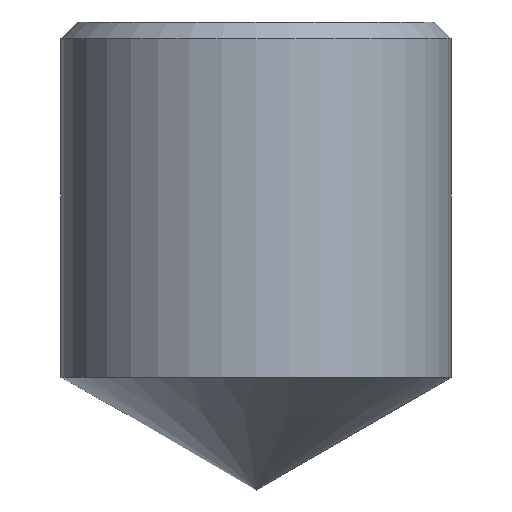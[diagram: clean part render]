
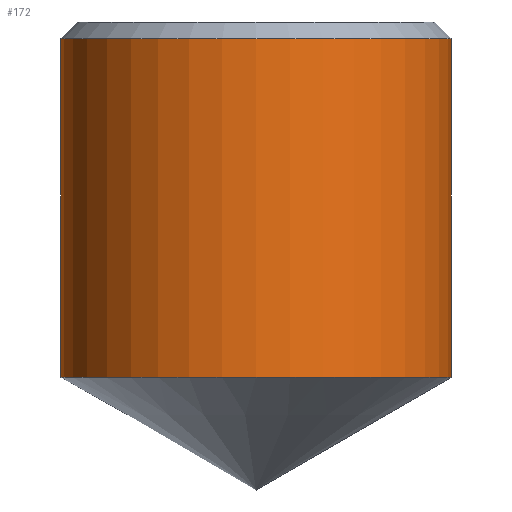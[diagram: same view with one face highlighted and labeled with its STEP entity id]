
A CAD part, front view. The second image highlights one B-rep face of the part: STEP entity #172.
In plain terms, the highlighted cylindrical face has radius 11.906 mm (diameter 23.812 mm), a full revolution.
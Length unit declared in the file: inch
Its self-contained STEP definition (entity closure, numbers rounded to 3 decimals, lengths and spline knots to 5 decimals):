
#59=CYLINDRICAL_SURFACE('',#187,0.46875);
#61=FACE_BOUND('',#77,.T.);
#64=FACE_OUTER_BOUND('',#76,.T.);
#76=EDGE_LOOP('',(#129));
#77=EDGE_LOOP('',(#130));
#89=CIRCLE('',#186,0.46875);
#90=CIRCLE('',#188,0.46875);
#92=VERTEX_POINT('',#250);
#93=VERTEX_POINT('',#253);
#107=EDGE_CURVE('',#92,#92,#89,.T.);
#108=EDGE_CURVE('',#93,#93,#90,.T.);
#129=ORIENTED_EDGE('',*,*,#108,.T.);
#130=ORIENTED_EDGE('',*,*,#107,.F.);
#172=ADVANCED_FACE('',(#64,#61),#59,.T.);
#186=AXIS2_PLACEMENT_3D('',#251,#204,#205);
#187=AXIS2_PLACEMENT_3D('',#252,#206,#207);
#188=AXIS2_PLACEMENT_3D('',#254,#208,#209);
#204=DIRECTION('center_axis',(0.,0.,1.));
#205=DIRECTION('ref_axis',(-1.,0.,0.));
#206=DIRECTION('center_axis',(0.,0.,-1.));
#207=DIRECTION('ref_axis',(-1.,0.,0.));
#208=DIRECTION('center_axis',(0.,0.,1.));
#209=DIRECTION('ref_axis',(-1.,0.,0.));
#250=CARTESIAN_POINT('',(0.46875,0.,-0.04));
#251=CARTESIAN_POINT('Origin',(0.,0.,-0.04));
#252=CARTESIAN_POINT('Origin',(0.,0.,0.));
#253=CARTESIAN_POINT('',(0.46875,0.,-0.85437));
#254=CARTESIAN_POINT('Origin',(0.,0.,-0.85437));
